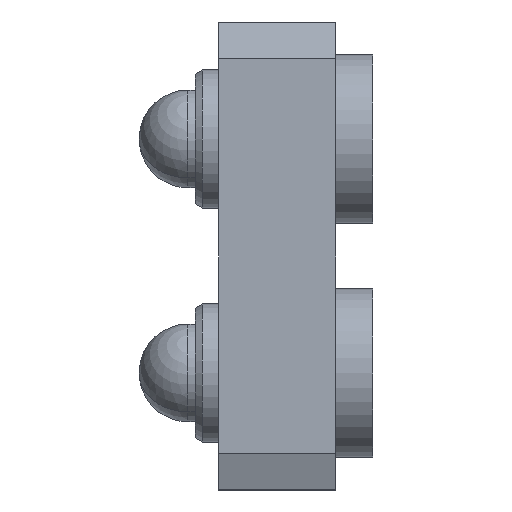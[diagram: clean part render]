
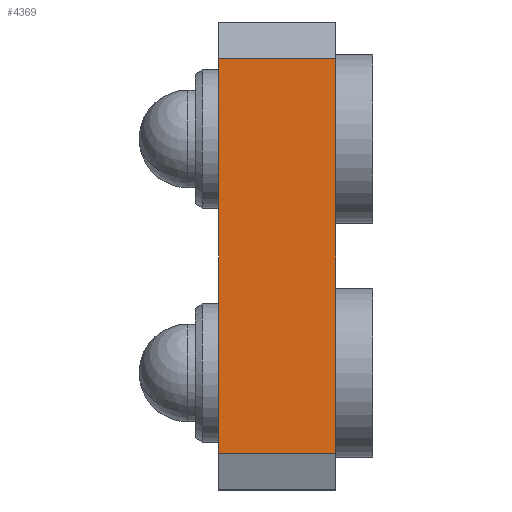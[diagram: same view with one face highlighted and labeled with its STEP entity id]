
A CAD part, left-side view. The second image highlights one B-rep face of the part: STEP entity #4369.
In plain terms, the highlighted planar face has unit normal (-1, 0, 0).
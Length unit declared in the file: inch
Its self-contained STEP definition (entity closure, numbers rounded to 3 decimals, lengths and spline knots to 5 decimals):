
#13 = FACE_OUTER_BOUND ( 'NONE', #1900, .T. ) ;
#249 = ORIENTED_EDGE ( 'NONE', *, *, #1554, .T. ) ;
#797 = VECTOR ( 'NONE', #4387, 39.37008 ) ;
#867 = ORIENTED_EDGE ( 'NONE', *, *, #2353, .F. ) ;
#1087 = LINE ( 'NONE', #7841, #2610 ) ;
#1407 = EDGE_CURVE ( 'NONE', #5382, #5985, #1087, .T. ) ;
#1413 = DIRECTION ( 'NONE',  ( 0., 0., 1. ) ) ;
#1554 = EDGE_CURVE ( 'NONE', #3884, #5382, #7581, .T. ) ;
#1627 = ORIENTED_EDGE ( 'NONE', *, *, #1407, .T. ) ;
#1845 = CARTESIAN_POINT ( 'NONE',  ( -0.01203, -0.05, -0.18425 ) ) ;
#1900 = EDGE_LOOP ( 'NONE', ( #3829, #867, #249, #1627 ) ) ;
#2238 = VECTOR ( 'NONE', #7393, 39.37008 ) ;
#2353 = EDGE_CURVE ( 'NONE', #3884, #2639, #5107, .T. ) ;
#2610 = VECTOR ( 'NONE', #7269, 39.37008 ) ;
#2639 = VERTEX_POINT ( 'NONE', #6743 ) ;
#2665 = EDGE_CURVE ( 'NONE', #2639, #5985, #6121, .T. ) ;
#3602 = CARTESIAN_POINT ( 'NONE',  ( -0.01203, 0., -0.18425 ) ) ;
#3829 = ORIENTED_EDGE ( 'NONE', *, *, #2665, .F. ) ;
#3884 = VERTEX_POINT ( 'NONE', #5663 ) ;
#3909 = PLANE ( 'NONE',  #4998 ) ;
#4369 = ADVANCED_FACE ( 'NONE', ( #13 ), #3909, .T. ) ;
#4387 = DIRECTION ( 'NONE',  ( 0., 1., 0. ) ) ;
#4401 = DIRECTION ( 'NONE',  ( -1., 0., 0. ) ) ;
#4998 = AXIS2_PLACEMENT_3D ( 'NONE', #7501, #4401, #6883 ) ;
#5107 = LINE ( 'NONE', #1845, #797 ) ;
#5382 = VERTEX_POINT ( 'NONE', #5917 ) ;
#5663 = CARTESIAN_POINT ( 'NONE',  ( -0.01203, -0.05, -0.18425 ) ) ;
#5917 = CARTESIAN_POINT ( 'NONE',  ( -0.01203, -0.05, -0.01575 ) ) ;
#5985 = VERTEX_POINT ( 'NONE', #7638 ) ;
#6121 = LINE ( 'NONE', #3602, #2238 ) ;
#6136 = VECTOR ( 'NONE', #1413, 39.37008 ) ;
#6743 = CARTESIAN_POINT ( 'NONE',  ( -0.01203, 0., -0.18425 ) ) ;
#6883 = DIRECTION ( 'NONE',  ( 0., 0., 1. ) ) ;
#7269 = DIRECTION ( 'NONE',  ( 0., 1., 0. ) ) ;
#7393 = DIRECTION ( 'NONE',  ( 0., 0., 1. ) ) ;
#7501 = CARTESIAN_POINT ( 'NONE',  ( -0.01203, -0.05, -0.18425 ) ) ;
#7581 = LINE ( 'NONE', #7628, #6136 ) ;
#7628 = CARTESIAN_POINT ( 'NONE',  ( -0.01203, -0.05, -0.18425 ) ) ;
#7638 = CARTESIAN_POINT ( 'NONE',  ( -0.01203, 0., -0.01575 ) ) ;
#7841 = CARTESIAN_POINT ( 'NONE',  ( -0.01203, -0.05, -0.01575 ) ) ;
